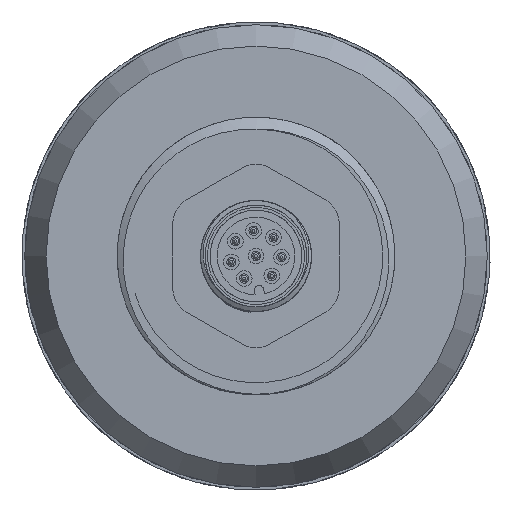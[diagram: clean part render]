
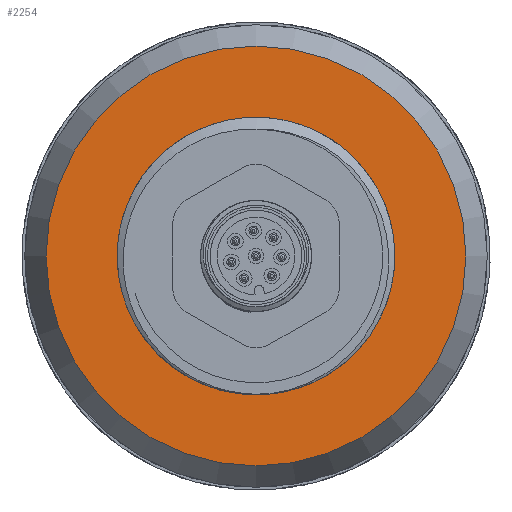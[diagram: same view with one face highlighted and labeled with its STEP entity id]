
A CAD part, front view. The second image highlights one B-rep face of the part: STEP entity #2254.
In plain terms, the highlighted planar face has unit normal (0, -1, 0).
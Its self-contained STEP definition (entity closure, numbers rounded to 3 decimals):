
#244=FACE_BOUND('',#473,.T.);
#284=PLANE('',#2603);
#331=FACE_OUTER_BOUND('',#472,.T.);
#472=EDGE_LOOP('',(#1553));
#473=EDGE_LOOP('',(#1554));
#891=CIRCLE('',#2602,22.691);
#892=CIRCLE('',#2604,13.);
#1000=VERTEX_POINT('',#3556);
#1001=VERTEX_POINT('',#3560);
#1219=EDGE_CURVE('',#1000,#1000,#891,.T.);
#1220=EDGE_CURVE('',#1001,#1001,#892,.T.);
#1553=ORIENTED_EDGE('',*,*,#1219,.F.);
#1554=ORIENTED_EDGE('',*,*,#1220,.F.);
#2254=ADVANCED_FACE('',(#331,#244),#284,.T.);
#2602=AXIS2_PLACEMENT_3D('',#3558,#2905,#2906);
#2603=AXIS2_PLACEMENT_3D('',#3559,#2907,#2908);
#2604=AXIS2_PLACEMENT_3D('',#3561,#2909,#2910);
#2905=DIRECTION('center_axis',(0.,1.,0.));
#2906=DIRECTION('ref_axis',(1.,0.,0.));
#2907=DIRECTION('center_axis',(0.,-1.,0.));
#2908=DIRECTION('ref_axis',(0.,0.,-1.));
#2909=DIRECTION('center_axis',(0.,-1.,0.));
#2910=DIRECTION('ref_axis',(1.,0.,0.));
#3556=CARTESIAN_POINT('',(-22.691,-2.5,0.));
#3558=CARTESIAN_POINT('Origin',(0.,-2.5,0.));
#3559=CARTESIAN_POINT('Origin',(-25.,-2.5,0.));
#3560=CARTESIAN_POINT('',(13.,-2.5,0.));
#3561=CARTESIAN_POINT('Origin',(0.,-2.5,0.));
